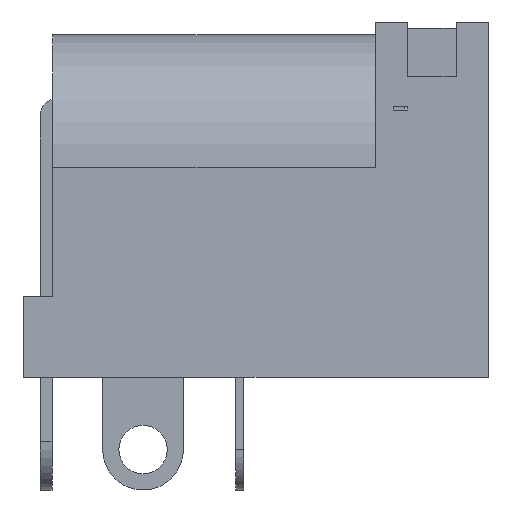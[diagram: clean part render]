
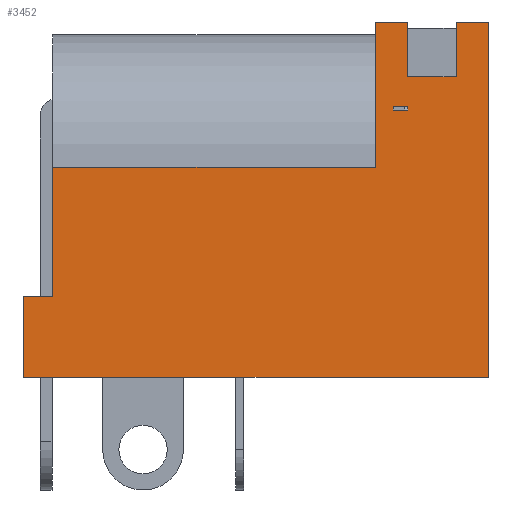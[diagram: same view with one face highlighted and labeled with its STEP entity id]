
A CAD part, left-side view. The second image highlights one B-rep face of the part: STEP entity #3452.
In plain terms, the highlighted face is planar.
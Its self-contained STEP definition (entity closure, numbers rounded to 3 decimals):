
#4 = CARTESIAN_POINT ( 'NONE',  ( -2.5, 4.5, 4.5 ) ) ;
#29 = LINE ( 'NONE', #4303, #2632 ) ;
#68 = ORIENTED_EDGE ( 'NONE', *, *, #1999, .F. ) ;
#78 = CARTESIAN_POINT ( 'NONE',  ( -0.5, 1.773, 4.5 ) ) ;
#146 = VECTOR ( 'NONE', #2098, 1000. ) ;
#257 = CARTESIAN_POINT ( 'NONE',  ( -2.5, 4.5, 4.5 ) ) ;
#274 = ORIENTED_EDGE ( 'NONE', *, *, #2533, .T. ) ;
#290 = VERTEX_POINT ( 'NONE', #3000 ) ;
#292 = CARTESIAN_POINT ( 'NONE',  ( -3.5, 0., 4.5 ) ) ;
#346 = AXIS2_PLACEMENT_3D ( 'NONE', #3130, #1932, #3233 ) ;
#349 = EDGE_CURVE ( 'NONE', #857, #491, #1600, .T. ) ;
#468 = DIRECTION ( 'NONE',  ( 0., -1., 0. ) ) ;
#476 = VECTOR ( 'NONE', #4060, 1000. ) ;
#491 = VERTEX_POINT ( 'NONE', #1012 ) ;
#527 = LINE ( 'NONE', #613, #3882 ) ;
#548 = CARTESIAN_POINT ( 'NONE',  ( -0.5, 2.8, 4.5 ) ) ;
#572 = CARTESIAN_POINT ( 'NONE',  ( -2.5, 1.773, 4.5 ) ) ;
#605 = CARTESIAN_POINT ( 'NONE',  ( -13.5, 0., 4.5 ) ) ;
#613 = CARTESIAN_POINT ( 'NONE',  ( -14.4, 4.5, 4.5 ) ) ;
#666 = DIRECTION ( 'NONE',  ( 0., 1., 0. ) ) ;
#678 = CARTESIAN_POINT ( 'NONE',  ( 0., 4.5, 4.5 ) ) ;
#687 = VECTOR ( 'NONE', #2914, 1000. ) ;
#716 = CARTESIAN_POINT ( 'NONE',  ( -2.5, 1.893, 4.5 ) ) ;
#736 = DIRECTION ( 'NONE',  ( 1., 0., 0. ) ) ;
#747 = VECTOR ( 'NONE', #736, 1000. ) ;
#764 = DIRECTION ( 'NONE',  ( -1., 0., 0. ) ) ;
#829 = VECTOR ( 'NONE', #1330, 1000. ) ;
#842 = LINE ( 'NONE', #924, #2081 ) ;
#855 = VERTEX_POINT ( 'NONE', #1425 ) ;
#857 = VERTEX_POINT ( 'NONE', #2020 ) ;
#883 = EDGE_CURVE ( 'NONE', #491, #3430, #2386, .T. ) ;
#917 = ORIENTED_EDGE ( 'NONE', *, *, #4309, .T. ) ;
#924 = CARTESIAN_POINT ( 'NONE',  ( -13.5, -4., 4.5 ) ) ;
#936 = CARTESIAN_POINT ( 'NONE',  ( -2.5, 2.8, 4.5 ) ) ;
#944 = EDGE_CURVE ( 'NONE', #972, #1854, #1623, .T. ) ;
#958 = DIRECTION ( 'NONE',  ( 0., -1., 0. ) ) ;
#972 = VERTEX_POINT ( 'NONE', #3364 ) ;
#1012 = CARTESIAN_POINT ( 'NONE',  ( 0., -6.5, 4.5 ) ) ;
#1053 = VECTOR ( 'NONE', #958, 1000. ) ;
#1073 = DIRECTION ( 'NONE',  ( 0., -1., 0. ) ) ;
#1108 = FACE_BOUND ( 'NONE', #2455, .T. ) ;
#1126 = DIRECTION ( 'NONE',  ( 1., 0., 0. ) ) ;
#1129 = EDGE_CURVE ( 'NONE', #2599, #1464, #1779, .T. ) ;
#1156 = LINE ( 'NONE', #4217, #146 ) ;
#1219 = VERTEX_POINT ( 'NONE', #257 ) ;
#1222 = CARTESIAN_POINT ( 'NONE',  ( -14.4, 4.5, 4.5 ) ) ;
#1325 = LINE ( 'NONE', #78, #3097 ) ;
#1330 = DIRECTION ( 'NONE',  ( -1., 0., 0. ) ) ;
#1389 = LINE ( 'NONE', #2053, #476 ) ;
#1425 = CARTESIAN_POINT ( 'NONE',  ( -1., 2.8, 4.5 ) ) ;
#1464 = VERTEX_POINT ( 'NONE', #572 ) ;
#1509 = VERTEX_POINT ( 'NONE', #936 ) ;
#1600 = LINE ( 'NONE', #2603, #3372 ) ;
#1605 = EDGE_CURVE ( 'NONE', #2675, #3129, #2457, .T. ) ;
#1623 = LINE ( 'NONE', #3281, #3394 ) ;
#1738 = LINE ( 'NONE', #3313, #829 ) ;
#1779 = LINE ( 'NONE', #4, #3438 ) ;
#1792 = CARTESIAN_POINT ( 'NONE',  ( -0.5, 1.893, 4.5 ) ) ;
#1854 = VERTEX_POINT ( 'NONE', #3618 ) ;
#1874 = ORIENTED_EDGE ( 'NONE', *, *, #2165, .T. ) ;
#1932 = DIRECTION ( 'NONE',  ( 0., 0., 1. ) ) ;
#1977 = ORIENTED_EDGE ( 'NONE', *, *, #944, .T. ) ;
#1981 = DIRECTION ( 'NONE',  ( 1., 0., 0. ) ) ;
#1992 = EDGE_CURVE ( 'NONE', #2982, #2675, #842, .T. ) ;
#1999 = EDGE_CURVE ( 'NONE', #2486, #3430, #4281, .T. ) ;
#2015 = FACE_OUTER_BOUND ( 'NONE', #2562, .T. ) ;
#2020 = CARTESIAN_POINT ( 'NONE',  ( -14.4, -6.5, 4.5 ) ) ;
#2029 = DIRECTION ( 'NONE',  ( 0., -1., 0. ) ) ;
#2053 = CARTESIAN_POINT ( 'NONE',  ( -13.5, 0., 4.5 ) ) ;
#2081 = VECTOR ( 'NONE', #468, 1000. ) ;
#2098 = DIRECTION ( 'NONE',  ( 0., 1., 0. ) ) ;
#2165 = EDGE_CURVE ( 'NONE', #3129, #857, #527, .T. ) ;
#2197 = ORIENTED_EDGE ( 'NONE', *, *, #883, .T. ) ;
#2273 = CARTESIAN_POINT ( 'NONE',  ( -14.4, -4., 4.5 ) ) ;
#2354 = VECTOR ( 'NONE', #3522, 1000. ) ;
#2386 = LINE ( 'NONE', #678, #4123 ) ;
#2402 = EDGE_CURVE ( 'NONE', #1854, #2599, #2897, .T. ) ;
#2408 = ORIENTED_EDGE ( 'NONE', *, *, #4219, .T. ) ;
#2455 = EDGE_LOOP ( 'NONE', ( #274, #1977, #4245, #4056 ) ) ;
#2457 = LINE ( 'NONE', #2719, #2354 ) ;
#2486 = VERTEX_POINT ( 'NONE', #2858 ) ;
#2533 = EDGE_CURVE ( 'NONE', #1464, #972, #1325, .T. ) ;
#2562 = EDGE_LOOP ( 'NONE', ( #68, #2408, #2824, #3476, #917, #2645, #3384, #3842, #3805, #1874, #2970, #2197 ) ) ;
#2599 = VERTEX_POINT ( 'NONE', #716 ) ;
#2603 = CARTESIAN_POINT ( 'NONE',  ( -0.5, -6.5, 4.5 ) ) ;
#2632 = VECTOR ( 'NONE', #3360, 1000. ) ;
#2645 = ORIENTED_EDGE ( 'NONE', *, *, #2895, .T. ) ;
#2675 = VERTEX_POINT ( 'NONE', #3825 ) ;
#2689 = DIRECTION ( 'NONE',  ( 0., 1., 0. ) ) ;
#2690 = VECTOR ( 'NONE', #1126, 1000. ) ;
#2719 = CARTESIAN_POINT ( 'NONE',  ( -0.5, -4., 4.5 ) ) ;
#2824 = ORIENTED_EDGE ( 'NONE', *, *, #4152, .T. ) ;
#2858 = CARTESIAN_POINT ( 'NONE',  ( -1., 4.5, 4.5 ) ) ;
#2864 = VERTEX_POINT ( 'NONE', #292 ) ;
#2895 = EDGE_CURVE ( 'NONE', #290, #2864, #29, .T. ) ;
#2897 = LINE ( 'NONE', #1792, #2690 ) ;
#2914 = DIRECTION ( 'NONE',  ( -1., 0., 0. ) ) ;
#2970 = ORIENTED_EDGE ( 'NONE', *, *, #349, .T. ) ;
#2982 = VERTEX_POINT ( 'NONE', #605 ) ;
#2993 = CARTESIAN_POINT ( 'NONE',  ( -1., 3.55, 4.5 ) ) ;
#3000 = CARTESIAN_POINT ( 'NONE',  ( -3.5, 4.5, 4.5 ) ) ;
#3097 = VECTOR ( 'NONE', #764, 1000. ) ;
#3129 = VERTEX_POINT ( 'NONE', #2273 ) ;
#3130 = CARTESIAN_POINT ( 'NONE',  ( -0.5, 4.5, 4.5 ) ) ;
#3233 = DIRECTION ( 'NONE',  ( 1., 0., 0. ) ) ;
#3264 = LINE ( 'NONE', #548, #687 ) ;
#3281 = CARTESIAN_POINT ( 'NONE',  ( -2.946, 4.5, 4.5 ) ) ;
#3313 = CARTESIAN_POINT ( 'NONE',  ( -0.5, 4.5, 4.5 ) ) ;
#3360 = DIRECTION ( 'NONE',  ( 0., -1., 0. ) ) ;
#3364 = CARTESIAN_POINT ( 'NONE',  ( -2.946, 1.773, 4.5 ) ) ;
#3372 = VECTOR ( 'NONE', #1981, 1000. ) ;
#3384 = ORIENTED_EDGE ( 'NONE', *, *, #3706, .F. ) ;
#3394 = VECTOR ( 'NONE', #2689, 1000. ) ;
#3430 = VERTEX_POINT ( 'NONE', #3916 ) ;
#3438 = VECTOR ( 'NONE', #2029, 1000. ) ;
#3452 = ADVANCED_FACE ( 'NONE', ( #2015, #1108 ), #4260, .T. ) ;
#3476 = ORIENTED_EDGE ( 'NONE', *, *, #3600, .T. ) ;
#3522 = DIRECTION ( 'NONE',  ( -1., 0., 0. ) ) ;
#3600 = EDGE_CURVE ( 'NONE', #1509, #1219, #1156, .T. ) ;
#3614 = LINE ( 'NONE', #2993, #1053 ) ;
#3618 = CARTESIAN_POINT ( 'NONE',  ( -2.946, 1.893, 4.5 ) ) ;
#3706 = EDGE_CURVE ( 'NONE', #2982, #2864, #1389, .T. ) ;
#3805 = ORIENTED_EDGE ( 'NONE', *, *, #1605, .T. ) ;
#3825 = CARTESIAN_POINT ( 'NONE',  ( -13.5, -4., 4.5 ) ) ;
#3842 = ORIENTED_EDGE ( 'NONE', *, *, #1992, .T. ) ;
#3882 = VECTOR ( 'NONE', #1073, 1000. ) ;
#3916 = CARTESIAN_POINT ( 'NONE',  ( 0., 4.5, 4.5 ) ) ;
#4056 = ORIENTED_EDGE ( 'NONE', *, *, #1129, .T. ) ;
#4060 = DIRECTION ( 'NONE',  ( 1., 0., 0. ) ) ;
#4123 = VECTOR ( 'NONE', #666, 1000. ) ;
#4152 = EDGE_CURVE ( 'NONE', #855, #1509, #3264, .T. ) ;
#4217 = CARTESIAN_POINT ( 'NONE',  ( -2.5, 2.8, 4.5 ) ) ;
#4219 = EDGE_CURVE ( 'NONE', #2486, #855, #3614, .T. ) ;
#4245 = ORIENTED_EDGE ( 'NONE', *, *, #2402, .T. ) ;
#4260 = PLANE ( 'NONE',  #346 ) ;
#4281 = LINE ( 'NONE', #1222, #747 ) ;
#4303 = CARTESIAN_POINT ( 'NONE',  ( -3.5, 0., 4.5 ) ) ;
#4309 = EDGE_CURVE ( 'NONE', #1219, #290, #1738, .T. ) ;
